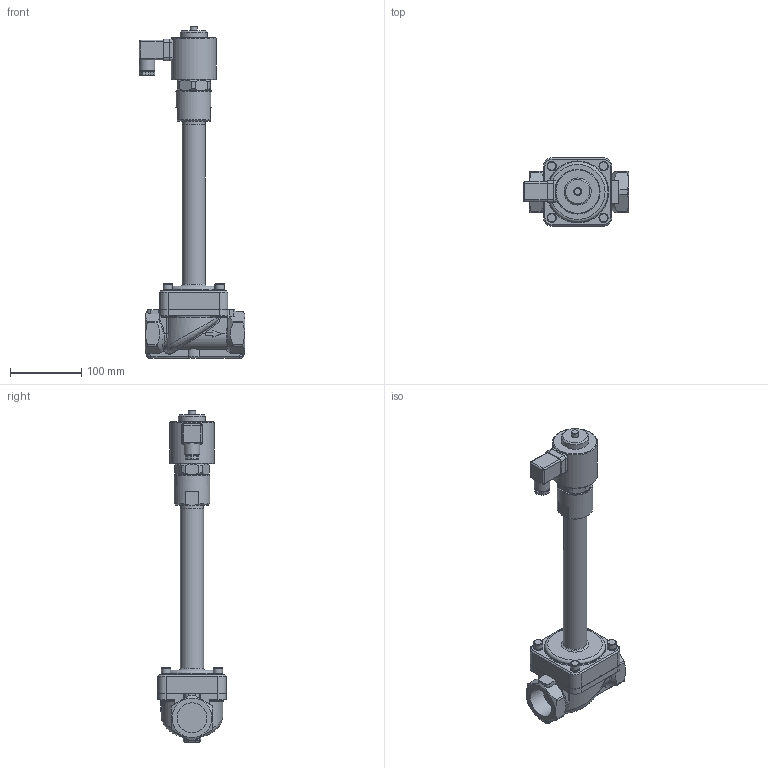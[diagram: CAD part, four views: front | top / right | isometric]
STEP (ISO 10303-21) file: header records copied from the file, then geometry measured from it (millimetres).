
FILE_DESCRIPTION(/* description */ (''),/* implementation_level */ '2;1');
FILE_NAME(/* name */ '091.000256_.stp',/* time_stamp */ '2025-04-02T11:27:22+02:00',/* author */ ('TBartelsmeier'),/* organization */ (''),/* preprocessor_version */ 'ST-DEVELOPER v20',/* originating_system */ 'Autodesk Inventor 2024',/* authorisation */ '');
FILE_SCHEMA (('AUTOMOTIVE_DESIGN { 1 0 10303 214 3 1 1 }'));
Products named in the file (1): Bauteil2
Bounding box: 148.7 x 96 x 466.1 mm (x, y, z)
Volume: 1341522.6 mm3; surface area: 193683 mm2
Topology: 24 solids, 24 shells, 768 faces, 1950 edges, 1256 vertices
Faces by surface type: plane 303, cylinder 198, bspline 197, torus 39, cone 25, sphere 6
Full cylindrical faces by diameter (mm): 6 x1, 7.7 x1, 8 x4, 10 x1, 11 x1, 13 x4, 17 x1, 22 x3, 24 x1, 26 x1, 31.7 x1, 32 x1, 32.6 x2, 34 x1, 38 x1, 41.9 x2, 50 x1, 55.6 x1, 59 x2, 63 x1, 82 x1, 85 x1, 95 x1
Entity records: 39897 total; most frequent: CARTESIAN_POINT 21473, ORIENTED_EDGE 3880, DIRECTION 3331, EDGE_CURVE 1940, AXIS2_PLACEMENT_3D 1283, VERTEX_POINT 1255, EDGE_LOOP 807, STYLED_ITEM 788
